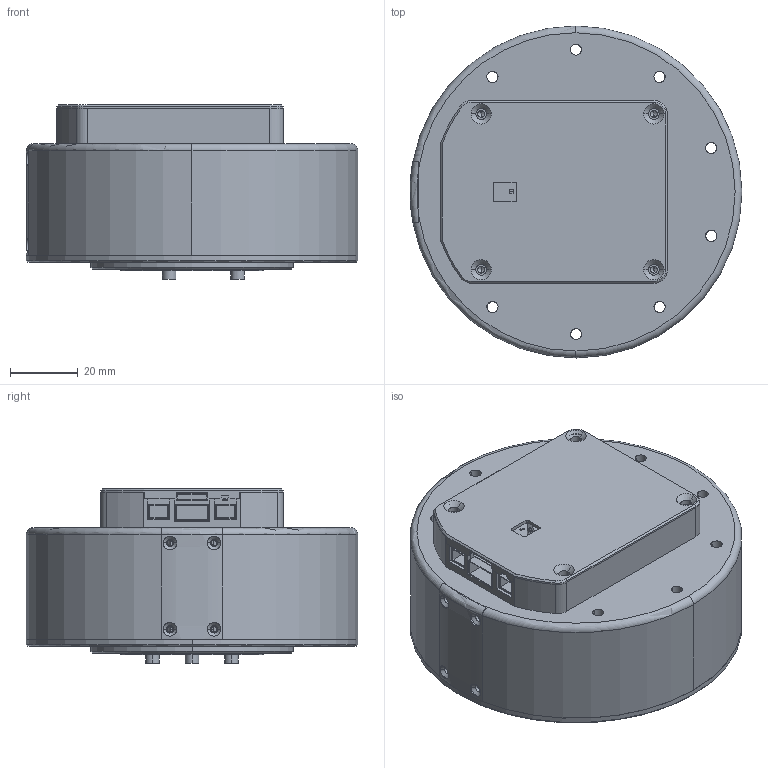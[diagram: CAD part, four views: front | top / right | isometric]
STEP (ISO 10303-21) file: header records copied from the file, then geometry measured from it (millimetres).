
FILE_DESCRIPTION (( 'STEP AP214' ), '1' );
FILE_NAME ('RMD-X8-Pro-3D.STEP', '2019-08-20T06:40:02', ( '' ), ( '' ), 'SwSTEP 2.0', 'SolidWorks 2016', '' );
FILE_SCHEMA (( 'AUTOMOTIVE_DESIGN' ));
Length unit declared in the file: millimetre
Products named in the file (1): RMD-X8-Pro-3D
Bounding box: 98 x 98 x 51.5 mm (x, y, z)
Volume: 65840.4 mm3; surface area: 67509.2 mm2
Topology: 21 solids, 21 shells, 898 faces, 2467 edges, 1590 vertices
Faces by surface type: cylinder 413, plane 375, cone 85, torus 17, bspline 8
Entity records: 39870 total; most frequent: CARTESIAN_POINT 6447, DIRECTION 5103, ORIENTED_EDGE 4858, EDGE_CURVE 2429, AXIS2_PLACEMENT_3D 1884, VERTEX_POINT 1590, LINE 1335, VECTOR 1335
